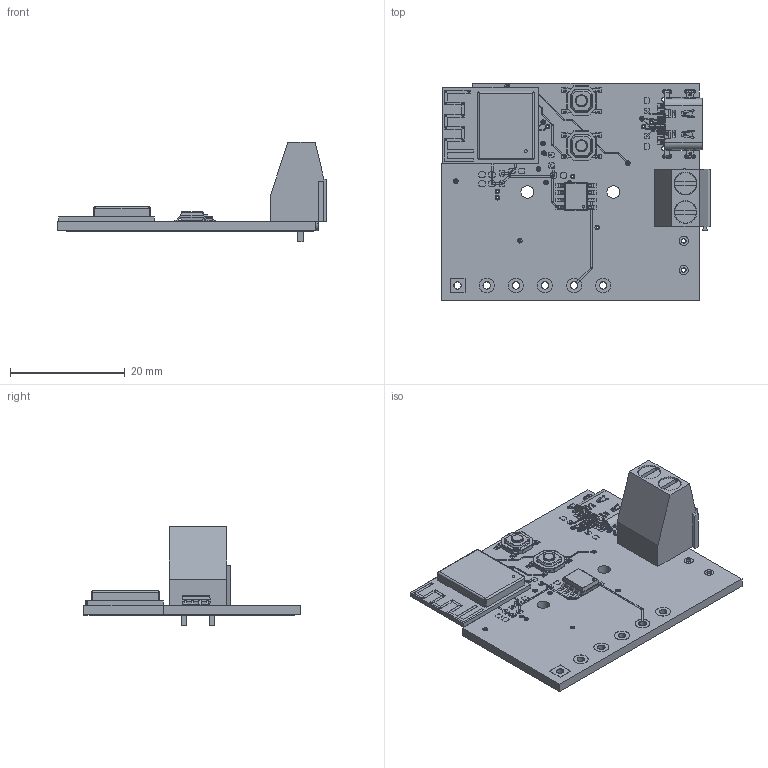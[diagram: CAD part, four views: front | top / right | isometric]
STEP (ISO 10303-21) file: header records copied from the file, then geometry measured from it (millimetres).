
FILE_DESCRIPTION(('KiCad electronic assembly'),'2;1');
FILE_NAME('led-driver_v1.0.step','2024-06-18T12:13:05',('Pcbnew'),( 'Kicad'),'Open CASCADE STEP processor 7.6','KiCad to STEP converter' ,'Unknown');
FILE_SCHEMA(('AUTOMOTIVE_DESIGN { 1 0 10303 214 1 1 1 1 }'));
Length unit declared in the file: millimetre
Products named in the file (396): led-driver_v1.0 1; TerminalBlock_Phoenix_MKDS-1,5-2_1x02_P5.00mm_Horizontal; TerminalBlock_Phoenix_MKDS_15_2_1x02_P500mm_Horizontal; User Library-TSC005A1826A; DEALON USB-TYPE-C-016; usb4510-03-1-a; ESP32-C6-MINI-1-N4; ESP32-C3-MINI-1-N4; TQL851CSV33_RLG; ASSEMBLY; led-driver_v1.0_track_1; led-driver_v1.0_track_2; led-driver_v1.0_track_3; led-driver_v1.0_track_4; led-driver_v1.0_track_5; led-driver_v1.0_track_6; led-driver_v1.0_track_7; led-driver_v1.0_track_8; led-driver_v1.0_track_9; led-driver_v1.0_track_10; led-driver_v1.0_track_11; led-driver_v1.0_track_12; led-driver_v1.0_track_13; led-driver_v1.0_track_14; led-driver_v1.0_track_15; led-driver_v1.0_track_16; led-driver_v1.0_track_17; led-driver_v1.0_track_18; led-driver_v1.0_track_19; led-driver_v1.0_track_20; led-driver_v1.0_track_21; led-driver_v1.0_track_22; led-driver_v1.0_track_23; led-driver_v1.0_track_24; led-driver_v1.0_track_25; led-driver_v1.0_track_26; led-driver_v1.0_track_27; led-driver_v1.0_track_28; led-driver_v1.0_track_29; led-driver_v1.0_track_30 ...
Assembly tree (396 placements, depth 3):
  led-driver_v1.0 1
    TerminalBlock_Phoenix_MKDS-1,5-2_1x02_P5.00mm_Horizontal
      TerminalBlock_Phoenix_MKDS_15_2_1x02_P500mm_Horizontal
    User Library-TSC005A1826A  x2
      User Library-TSC005A1826A
    DEALON USB-TYPE-C-016
      usb4510-03-1-a
    ESP32-C6-MINI-1-N4
      ESP32-C3-MINI-1-N4
    TQL851CSV33_RLG
      ASSEMBLY
    led-driver_v1.0_track_1
    led-driver_v1.0_track_2
    led-driver_v1.0_track_3
    led-driver_v1.0_track_4
    led-driver_v1.0_track_5
    led-driver_v1.0_track_6
    led-driver_v1.0_track_7
    led-driver_v1.0_track_8
    led-driver_v1.0_track_9
    led-driver_v1.0_track_10
    led-driver_v1.0_track_11
    led-driver_v1.0_track_12
    led-driver_v1.0_track_13
    led-driver_v1.0_track_14
    led-driver_v1.0_track_15
    led-driver_v1.0_track_16
    led-driver_v1.0_track_17
    led-driver_v1.0_track_18
    led-driver_v1.0_track_19
    led-driver_v1.0_track_20
    led-driver_v1.0_track_21
    led-driver_v1.0_track_22
    led-driver_v1.0_track_23
    led-driver_v1.0_track_24
    led-driver_v1.0_track_25
    led-driver_v1.0_track_26
    led-driver_v1.0_track_27
    led-driver_v1.0_track_28
    led-driver_v1.0_track_29
    led-driver_v1.0_track_30
    led-driver_v1.0_track_31
    led-driver_v1.0_track_32
    led-driver_v1.0_track_33
    led-driver_v1.0_track_34
    led-driver_v1.0_track_35
    led-driver_v1.0_track_36
    led-driver_v1.0_track_37
    led-driver_v1.0_track_38
    led-driver_v1.0_track_39
    led-driver_v1.0_track_40
    led-driver_v1.0_track_41
    led-driver_v1.0_track_42
    led-driver_v1.0_track_43
    led-driver_v1.0_track_44
    led-driver_v1.0_track_45
    led-driver_v1.0_track_46
    led-driver_v1.0_track_47
    led-driver_v1.0_track_48
    led-driver_v1.0_track_49
Bounding box: 47 x 38 x 17.3 mm (x, y, z)
Volume: 3892.4 mm3; surface area: 8686.1 mm2
Topology: 485 solids, 485 shells, 5658 faces, 13315 edges, 8729 vertices
Faces by surface type: plane 4324, cylinder 999, bspline 284, cone 23, sphere 16, revolution 8, torus 4
Full cylindrical faces by diameter (mm): 0.35 x102, 0.4 x68, 0.487 x1, 0.75 x7, 0.8 x72, 1.25 x22, 1.3 x12, 1.47 x6, 1.52 x4, 1.6 x2, 2.2 x2, 2.6 x10, 3 x2, 3.8 x2, 4 x2
Entity records: 162150 total; most frequent: CARTESIAN_POINT 29741, DIRECTION 24366, ORIENTED_EDGE 24204, EDGE_CURVE 12102, LINE 9674, VECTOR 9674, VERTEX_POINT 7969, AXIS2_PLACEMENT_3D 7342
